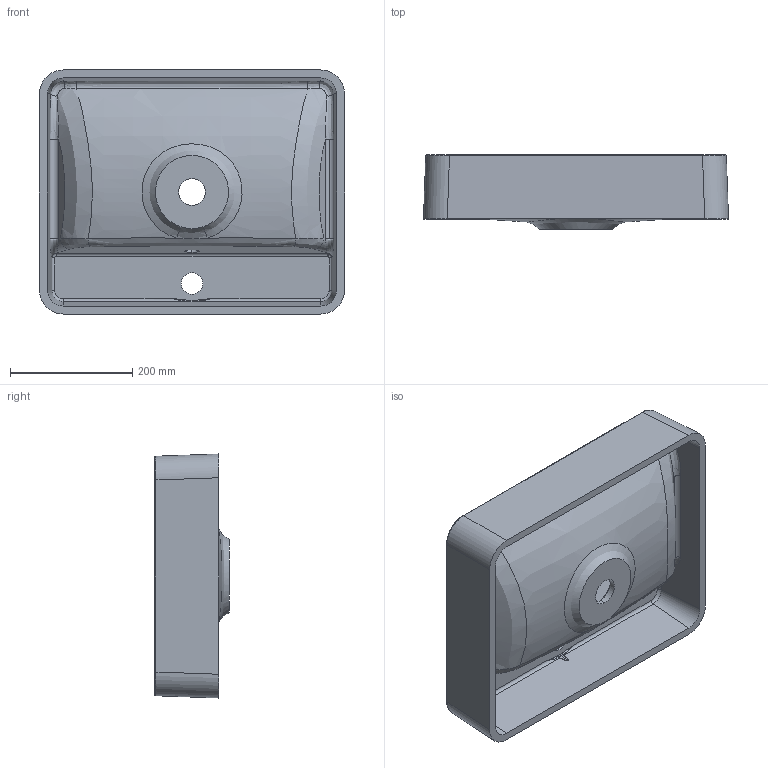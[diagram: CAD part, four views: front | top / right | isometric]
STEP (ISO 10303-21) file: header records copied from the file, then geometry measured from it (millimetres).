
FILE_DESCRIPTION (( 'STEP AP203' ), '1' );
FILE_NAME ('6301370511.STEP', '2020-12-16T22:30:51', ( '' ), ( '' ), 'SwSTEP 2.0', 'SolidWorks 2019', '' );
FILE_SCHEMA (( 'CONFIG_CONTROL_DESIGN' ));
Length unit declared in the file: millimetre
Products named in the file (1): 6301370511
Bounding box: 500 x 122 x 400 mm (x, y, z)
Volume: 5533822.8 mm3; surface area: 771482.3 mm2
Topology: 1 solids, 1 shells, 122 faces, 295 edges, 173 vertices
Faces by surface type: bspline 66, cylinder 33, plane 19, torus 2, cone 2
Entity records: 15903 total; most frequent: CARTESIAN_POINT 13496, ORIENTED_EDGE 582, DIRECTION 360, EDGE_CURVE 291, VERTEX_POINT 173, AXIS2_PLACEMENT_3D 142, EDGE_LOOP 130, ADVANCED_FACE 122
